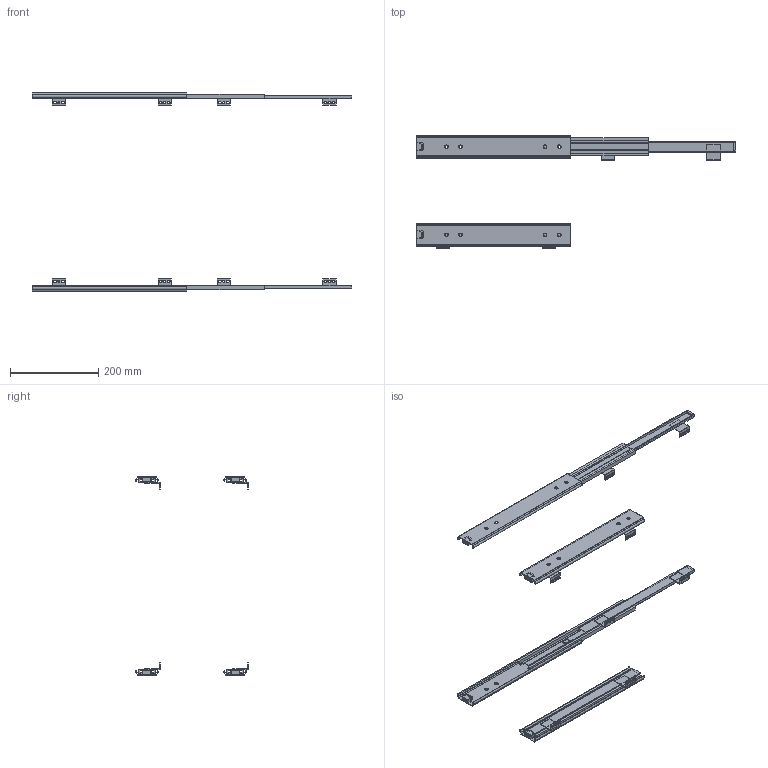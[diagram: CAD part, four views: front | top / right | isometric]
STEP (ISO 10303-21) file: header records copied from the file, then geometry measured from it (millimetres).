
FILE_DESCRIPTION((''),'2;1');
FILE_NAME('3301-6035.stp','2010-02-16T12:24:36',('jthatch'),(''),'Autodesk Inventor 2009','Autodesk Inventor 2009','');
FILE_SCHEMA(('AUTOMOTIVE_DESIGN { 1 0 10303 214 1 1 1 1 }'));
Length unit declared in the file: millimetre
Products named in the file (5): 3301-6035; 3301-6035 Outer Member; 3301-6035 Inter; 3301-6035 Inner Member LH; 3301-6035 Inner Member RH
Assembly tree (12 placements, depth 2):
  3301-6035
    3301-6035 Outer Member  x4
    3301-6035 Inter  x4
    3301-6035 Inner Member LH  x2
    3301-6035 Inner Member RH  x2
Bounding box: 724.2 x 255.39 x 450 mm (x, y, z)
Volume: 415370.8 mm3; surface area: 468484.1 mm2
Topology: 12 solids, 12 shells, 460 faces, 1268 edges, 840 vertices
Faces by surface type: plane 264, bspline 128, cylinder 68
Full cylindrical faces by diameter (mm): 4.8 x4
Entity records: 5654 total; most frequent: CARTESIAN_POINT 1329, ORIENTED_EDGE 870, DIRECTION 759, EDGE_CURVE 435, VECTOR 359, LINE 359, VERTEX_POINT 294, EDGE_LOOP 211
